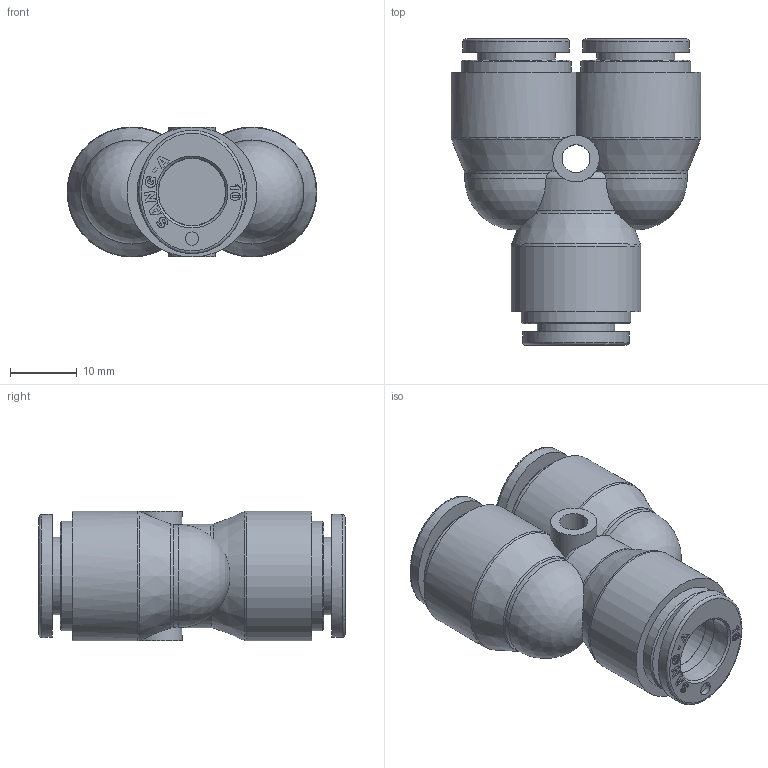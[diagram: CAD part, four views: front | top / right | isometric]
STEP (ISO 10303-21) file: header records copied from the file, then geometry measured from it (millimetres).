
FILE_DESCRIPTION((''),'2;1');
FILE_NAME('CR-PY 10.stp','2020-08-25T15:34:21',('user'),(''),'Autodesk Inventor 2013','Autodesk Inventor 2013','');
FILE_SCHEMA(('AUTOMOTIVE_DESIGN { 1 0 10303 214 1 1 1 1 }'));
Length unit declared in the file: millimetre
Products named in the file (5): 조립품11; CR-COLLAR 10; HR-Collar 10L(SUS); CR-SLEEVE 10; CR-PY 10 BODY
Assembly tree (6 placements, depth 3):
  조립품11
    CR-COLLAR 10  x3
      HR-Collar 10L(SUS)
      CR-SLEEVE 10
    CR-PY 10 BODY
Bounding box: 37.5 x 46 x 19.5 mm (x, y, z)
Volume: 14414.8 mm3; surface area: 8472.6 mm2
Topology: 7 solids, 7 shells, 1230 faces, 3526 edges, 2350 vertices
Faces by surface type: plane 1157, cylinder 40, cone 12, torus 10, bspline 9, sphere 2
Full cylindrical faces by diameter (mm): 2 x3, 4.2 x1, 7 x2, 8 x2, 10.15 x3, 10.2 x1, 11.7 x3, 16.5 x3, 19.5 x1
Entity records: 14411 total; most frequent: CARTESIAN_POINT 3024, ORIENTED_EDGE 2434, DIRECTION 2123, EDGE_CURVE 1217, VECTOR 1107, LINE 1107, VERTEX_POINT 820, AXIS2_PLACEMENT_3D 508
